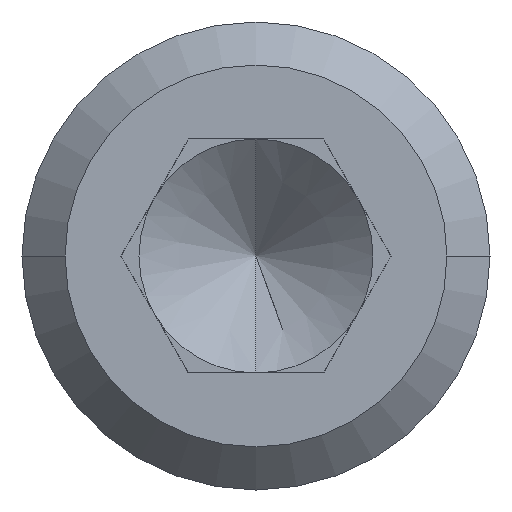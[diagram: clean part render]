
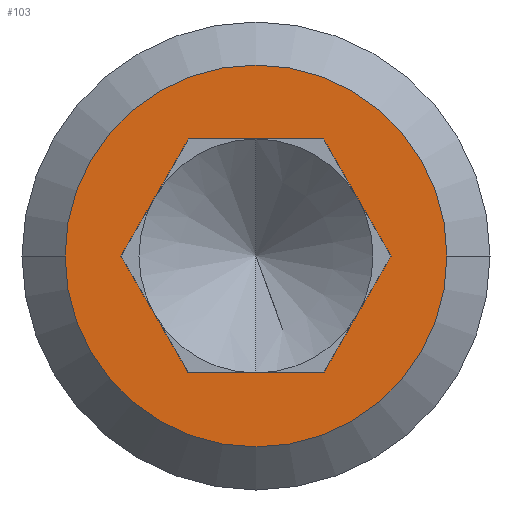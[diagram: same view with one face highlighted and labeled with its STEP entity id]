
A CAD part, left-side view. The second image highlights one B-rep face of the part: STEP entity #103.
In plain terms, the highlighted planar face has unit normal (-1, 0, 0).
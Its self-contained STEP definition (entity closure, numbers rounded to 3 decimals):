
#103 = ADVANCED_FACE( '', ( #163, #164 ), #165, .T. );
#163 = FACE_BOUND( '', #224, .T. );
#164 = FACE_OUTER_BOUND( '', #225, .T. );
#165 = PLANE( '', #226 );
#224 = EDGE_LOOP( '', ( #425, #426, #427, #428, #429, #430 ) );
#225 = EDGE_LOOP( '', ( #431, #432 ) );
#226 = AXIS2_PLACEMENT_3D( '', #433, #434, #435 );
#425 = ORIENTED_EDGE( '', *, *, #478, .T. );
#426 = ORIENTED_EDGE( '', *, *, #488, .T. );
#427 = ORIENTED_EDGE( '', *, *, #486, .T. );
#428 = ORIENTED_EDGE( '', *, *, #484, .T. );
#429 = ORIENTED_EDGE( '', *, *, #482, .T. );
#430 = ORIENTED_EDGE( '', *, *, #480, .T. );
#431 = ORIENTED_EDGE( '', *, *, #439, .T. );
#432 = ORIENTED_EDGE( '', *, *, #496, .T. );
#433 = CARTESIAN_POINT( '', ( 0., 2.04, 0. ) );
#434 = DIRECTION( '', ( -1., 0., 0. ) );
#435 = DIRECTION( '', ( 0., 1., 0. ) );
#439 = EDGE_CURVE( '', #498, #502, #504, .T. );
#478 = EDGE_CURVE( '', #571, #569, #572, .T. );
#480 = EDGE_CURVE( '', #574, #571, #575, .T. );
#482 = EDGE_CURVE( '', #577, #574, #578, .T. );
#484 = EDGE_CURVE( '', #580, #577, #581, .T. );
#486 = EDGE_CURVE( '', #583, #580, #584, .T. );
#488 = EDGE_CURVE( '', #569, #583, #586, .T. );
#496 = EDGE_CURVE( '', #502, #498, #594, .T. );
#498 = VERTEX_POINT( '', #596 );
#502 = VERTEX_POINT( '', #601 );
#504 = CIRCLE( '', #604, 4.08 );
#569 = VERTEX_POINT( '', #691 );
#571 = VERTEX_POINT( '', #694 );
#572 = LINE( '', #695, #696 );
#574 = VERTEX_POINT( '', #699 );
#575 = LINE( '', #700, #701 );
#577 = VERTEX_POINT( '', #704 );
#578 = LINE( '', #705, #706 );
#580 = VERTEX_POINT( '', #709 );
#581 = LINE( '', #710, #711 );
#583 = VERTEX_POINT( '', #714 );
#584 = LINE( '', #715, #716 );
#586 = LINE( '', #719, #720 );
#594 = CIRCLE( '', #728, 4.08 );
#596 = CARTESIAN_POINT( '', ( 0., 4.08, 0. ) );
#601 = CARTESIAN_POINT( '', ( 0., -4.08, 0. ) );
#604 = AXIS2_PLACEMENT_3D( '', #734, #735, #736 );
#691 = CARTESIAN_POINT( '', ( 0., 1.443, 2.5 ) );
#694 = CARTESIAN_POINT( '', ( 0., 2.887, 0. ) );
#695 = CARTESIAN_POINT( '', ( 0., 2.059, 1.433 ) );
#696 = VECTOR( '', #805, 1. );
#699 = CARTESIAN_POINT( '', ( 0., 1.443, -2.5 ) );
#700 = CARTESIAN_POINT( '', ( 0., 2.781, -0.183 ) );
#701 = VECTOR( '', #807, 1. );
#704 = CARTESIAN_POINT( '', ( 0., -1.443, -2.5 ) );
#705 = CARTESIAN_POINT( '', ( 0., 1.742, -2.5 ) );
#706 = VECTOR( '', #809, 1. );
#709 = CARTESIAN_POINT( '', ( 0., -2.887, 0. ) );
#710 = CARTESIAN_POINT( '', ( 0., -1.549, -2.317 ) );
#711 = VECTOR( '', #811, 1. );
#714 = CARTESIAN_POINT( '', ( 0., -1.443, 2.5 ) );
#715 = CARTESIAN_POINT( '', ( 0., -2.271, 1.067 ) );
#716 = VECTOR( '', #813, 1. );
#719 = CARTESIAN_POINT( '', ( 0., 0.298, 2.5 ) );
#720 = VECTOR( '', #815, 1. );
#728 = AXIS2_PLACEMENT_3D( '', #837, #838, #839 );
#734 = CARTESIAN_POINT( '', ( 0., 0., 0. ) );
#735 = DIRECTION( '', ( -1., 0., 0. ) );
#736 = DIRECTION( '', ( 0., 1., 0. ) );
#805 = DIRECTION( '', ( 0., -0.5, 0.866 ) );
#807 = DIRECTION( '', ( 0., 0.5, 0.866 ) );
#809 = DIRECTION( '', ( 0., 1., 0. ) );
#811 = DIRECTION( '', ( 0., 0.5, -0.866 ) );
#813 = DIRECTION( '', ( 0., -0.5, -0.866 ) );
#815 = DIRECTION( '', ( 0., -1., 0. ) );
#837 = CARTESIAN_POINT( '', ( 0., 0., 0. ) );
#838 = DIRECTION( '', ( -1., 0., 0. ) );
#839 = DIRECTION( '', ( 0., 1., 0. ) );
